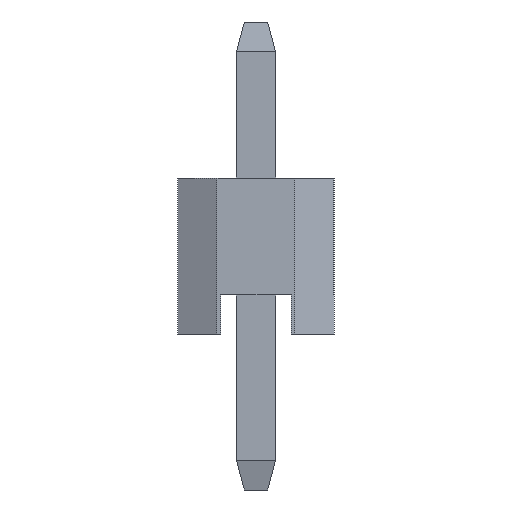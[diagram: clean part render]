
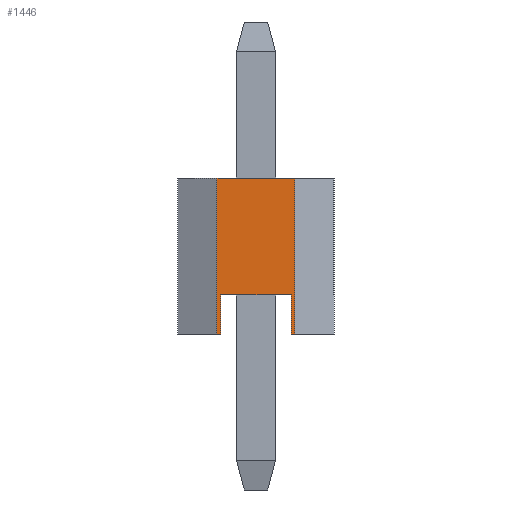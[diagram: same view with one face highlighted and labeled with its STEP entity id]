
A CAD part, left-side view. The second image highlights one B-rep face of the part: STEP entity #1446.
In plain terms, the highlighted planar face has unit normal (-1, 0, 0).
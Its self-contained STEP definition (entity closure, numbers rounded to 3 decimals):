
#52 = CARTESIAN_POINT ( 'NONE',  ( -40., -1., 0. ) ) ;
#128 = LINE ( 'NONE', #2793, #3102 ) ;
#226 = DIRECTION ( 'NONE',  ( 0., -1., 0. ) ) ;
#297 = ORIENTED_EDGE ( 'NONE', *, *, #1939, .T. ) ;
#516 = ORIENTED_EDGE ( 'NONE', *, *, #1136, .T. ) ;
#700 = ORIENTED_EDGE ( 'NONE', *, *, #3278, .F. ) ;
#739 = AXIS2_PLACEMENT_3D ( 'NONE', #3503, #827, #2789 ) ;
#827 = DIRECTION ( 'NONE',  ( 1., 0., 0. ) ) ;
#863 = VERTEX_POINT ( 'NONE', #1601 ) ;
#874 = CARTESIAN_POINT ( 'NONE',  ( -40., 0.5, 2. ) ) ;
#889 = LINE ( 'NONE', #1191, #2061 ) ;
#975 = EDGE_CURVE ( 'NONE', #863, #4059, #3706, .T. ) ;
#1006 = CARTESIAN_POINT ( 'NONE',  ( -40., 0.45, 0. ) ) ;
#1136 = EDGE_CURVE ( 'NONE', #1470, #3277, #128, .T. ) ;
#1159 = PLANE ( 'NONE',  #739 ) ;
#1191 = CARTESIAN_POINT ( 'NONE',  ( -40., 0.45, 0. ) ) ;
#1215 = LINE ( 'NONE', #3144, #3516 ) ;
#1246 = CARTESIAN_POINT ( 'NONE',  ( -40., -0.45, 0. ) ) ;
#1251 = CARTESIAN_POINT ( 'NONE',  ( -40., -0.5, 0. ) ) ;
#1325 = VERTEX_POINT ( 'NONE', #2253 ) ;
#1371 = VECTOR ( 'NONE', #226, 1000. ) ;
#1446 = ADVANCED_FACE ( 'NONE', ( #3034 ), #1159, .F. ) ;
#1467 = ORIENTED_EDGE ( 'NONE', *, *, #975, .T. ) ;
#1470 = VERTEX_POINT ( 'NONE', #874 ) ;
#1479 = ORIENTED_EDGE ( 'NONE', *, *, #3639, .F. ) ;
#1601 = CARTESIAN_POINT ( 'NONE',  ( -40., -0.45, 0. ) ) ;
#1822 = DIRECTION ( 'NONE',  ( 0., 1., 0. ) ) ;
#1836 = DIRECTION ( 'NONE',  ( 0., 0., -1. ) ) ;
#1889 = CARTESIAN_POINT ( 'NONE',  ( -40., -1., 0. ) ) ;
#1912 = DIRECTION ( 'NONE',  ( 0., 0., -1. ) ) ;
#1913 = EDGE_CURVE ( 'NONE', #3329, #2032, #889, .T. ) ;
#1914 = CARTESIAN_POINT ( 'NONE',  ( -40., 0.5, 0. ) ) ;
#1939 = EDGE_CURVE ( 'NONE', #3277, #2032, #3470, .T. ) ;
#2032 = VERTEX_POINT ( 'NONE', #1006 ) ;
#2061 = VECTOR ( 'NONE', #1836, 1000. ) ;
#2123 = VECTOR ( 'NONE', #3691, 1000. ) ;
#2124 = VECTOR ( 'NONE', #1822, 1000. ) ;
#2222 = LINE ( 'NONE', #1246, #2466 ) ;
#2253 = CARTESIAN_POINT ( 'NONE',  ( -40., -0.45, 0.5 ) ) ;
#2282 = DIRECTION ( 'NONE',  ( 0., -1., 0. ) ) ;
#2466 = VECTOR ( 'NONE', #3243, 1000. ) ;
#2670 = CARTESIAN_POINT ( 'NONE',  ( -40., -1., 2. ) ) ;
#2789 = DIRECTION ( 'NONE',  ( 0., 0., -1. ) ) ;
#2793 = CARTESIAN_POINT ( 'NONE',  ( -40., 0.5, 2. ) ) ;
#3004 = CARTESIAN_POINT ( 'NONE',  ( -40., 0.45, 0.5 ) ) ;
#3034 = FACE_OUTER_BOUND ( 'NONE', #3559, .T. ) ;
#3102 = VECTOR ( 'NONE', #3157, 1000. ) ;
#3144 = CARTESIAN_POINT ( 'NONE',  ( -40., -0.5, 2. ) ) ;
#3157 = DIRECTION ( 'NONE',  ( 0., 0., -1. ) ) ;
#3243 = DIRECTION ( 'NONE',  ( 0., 0., 1. ) ) ;
#3265 = ORIENTED_EDGE ( 'NONE', *, *, #1913, .F. ) ;
#3277 = VERTEX_POINT ( 'NONE', #1914 ) ;
#3278 = EDGE_CURVE ( 'NONE', #863, #1325, #2222, .T. ) ;
#3329 = VERTEX_POINT ( 'NONE', #3004 ) ;
#3470 = LINE ( 'NONE', #1889, #1371 ) ;
#3471 = VERTEX_POINT ( 'NONE', #3864 ) ;
#3503 = CARTESIAN_POINT ( 'NONE',  ( -40., -1., 2. ) ) ;
#3516 = VECTOR ( 'NONE', #1912, 1000. ) ;
#3550 = LINE ( 'NONE', #4152, #2124 ) ;
#3559 = EDGE_LOOP ( 'NONE', ( #297, #3265, #3636, #700, #1467, #4249, #1479, #516 ) ) ;
#3636 = ORIENTED_EDGE ( 'NONE', *, *, #4301, .F. ) ;
#3639 = EDGE_CURVE ( 'NONE', #1470, #3471, #3931, .T. ) ;
#3691 = DIRECTION ( 'NONE',  ( 0., -1., 0. ) ) ;
#3706 = LINE ( 'NONE', #52, #2123 ) ;
#3864 = CARTESIAN_POINT ( 'NONE',  ( -40., -0.5, 2. ) ) ;
#3931 = LINE ( 'NONE', #2670, #4205 ) ;
#4059 = VERTEX_POINT ( 'NONE', #1251 ) ;
#4116 = EDGE_CURVE ( 'NONE', #3471, #4059, #1215, .T. ) ;
#4152 = CARTESIAN_POINT ( 'NONE',  ( -40., 0.45, 0.5 ) ) ;
#4205 = VECTOR ( 'NONE', #2282, 1000. ) ;
#4249 = ORIENTED_EDGE ( 'NONE', *, *, #4116, .F. ) ;
#4301 = EDGE_CURVE ( 'NONE', #1325, #3329, #3550, .T. ) ;
